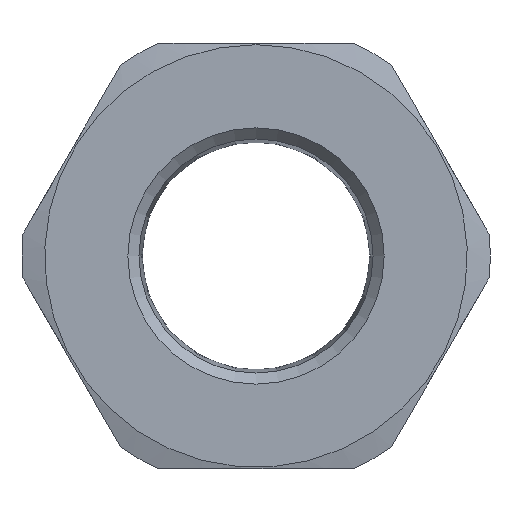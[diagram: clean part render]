
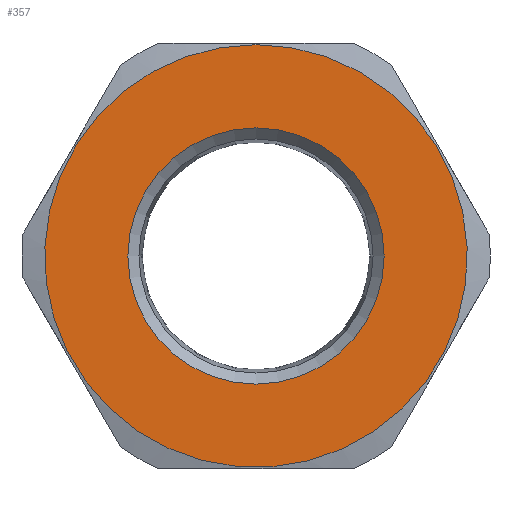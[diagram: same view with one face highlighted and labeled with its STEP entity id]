
A CAD part, left-side view. The second image highlights one B-rep face of the part: STEP entity #357.
In plain terms, the highlighted planar face has unit normal (-1, 0, 0).
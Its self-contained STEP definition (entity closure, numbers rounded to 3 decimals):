
#2 = CARTESIAN_POINT ( 'NONE',  ( 0., 0., 0. ) ) ;
#69 = DIRECTION ( 'NONE',  ( 0., 0., -1. ) ) ;
#87 = ORIENTED_EDGE ( 'NONE', *, *, #296, .T. ) ;
#155 = EDGE_CURVE ( 'NONE', #622, #622, #328, .T. ) ;
#178 = CARTESIAN_POINT ( 'NONE',  ( 0., 0., 34.75 ) ) ;
#266 = DIRECTION ( 'NONE',  ( 1., 0., 0. ) ) ;
#274 = AXIS2_PLACEMENT_3D ( 'NONE', #275, #319, #69 ) ;
#275 = CARTESIAN_POINT ( 'NONE',  ( 0., 0., 0. ) ) ;
#290 = EDGE_LOOP ( 'NONE', ( #323 ) ) ;
#295 = CARTESIAN_POINT ( 'NONE',  ( 0., 0., 0. ) ) ;
#296 = EDGE_CURVE ( 'NONE', #608, #608, #724, .T. ) ;
#298 = DIRECTION ( 'NONE',  ( -1., 0., 0. ) ) ;
#319 = DIRECTION ( 'NONE',  ( 1., 0., 0. ) ) ;
#323 = ORIENTED_EDGE ( 'NONE', *, *, #155, .T. ) ;
#328 = CIRCLE ( 'NONE', #544, 34.75 ) ;
#357 = ADVANCED_FACE ( 'NONE', ( #589, #437 ), #384, .F. ) ;
#384 = PLANE ( 'NONE',  #274 ) ;
#437 = FACE_OUTER_BOUND ( 'NONE', #290, .T. ) ;
#493 = CARTESIAN_POINT ( 'NONE',  ( 0., 0., -21.065 ) ) ;
#544 = AXIS2_PLACEMENT_3D ( 'NONE', #295, #298, #710 ) ;
#589 = FACE_BOUND ( 'NONE', #602, .T. ) ;
#602 = EDGE_LOOP ( 'NONE', ( #87 ) ) ;
#608 = VERTEX_POINT ( 'NONE', #493 ) ;
#622 = VERTEX_POINT ( 'NONE', #178 ) ;
#629 = AXIS2_PLACEMENT_3D ( 'NONE', #2, #266, #680 ) ;
#680 = DIRECTION ( 'NONE',  ( 0., 0., -1. ) ) ;
#710 = DIRECTION ( 'NONE',  ( 0., 0., 1. ) ) ;
#724 = CIRCLE ( 'NONE', #629, 21.065 ) ;
